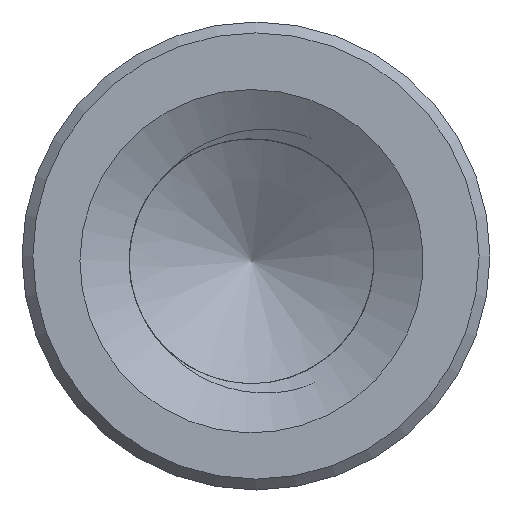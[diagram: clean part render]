
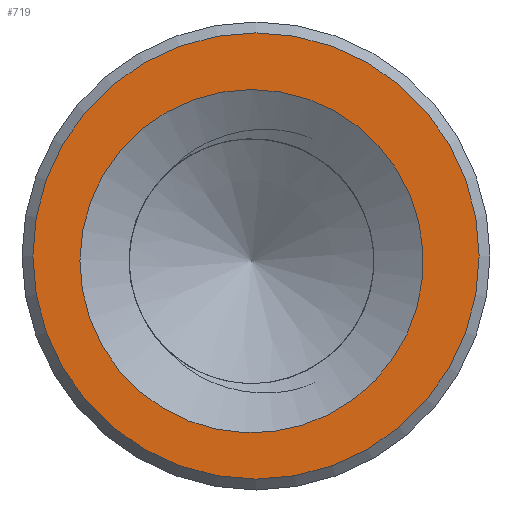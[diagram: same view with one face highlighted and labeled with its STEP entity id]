
A CAD part, left-side view. The second image highlights one B-rep face of the part: STEP entity #719.
In plain terms, the highlighted planar face has unit normal (-1, 0, 0).
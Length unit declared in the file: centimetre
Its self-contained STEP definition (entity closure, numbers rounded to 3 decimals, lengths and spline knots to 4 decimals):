
#27=PLANE($,#763);
#34=FACE_BOUND($,#100,.T.);
#66=FACE_OUTER_BOUND($,#99,.T.);
#99=EDGE_LOOP($,(#682));
#100=EDGE_LOOP($,(#683));
#125=CIRCLE($,#762,0.475);
#126=CIRCLE($,#764,0.6175);
#327=VERTEX_POINT($,#5314);
#328=VERTEX_POINT($,#5317);
#447=EDGE_CURVE($,#327,#327,#125,.T.);
#448=EDGE_CURVE($,#328,#328,#126,.T.);
#682=ORIENTED_EDGE($,*,*,#448,.F.);
#683=ORIENTED_EDGE($,*,*,#447,.F.);
#719=ADVANCED_FACE($,(#66,#34),#27,.F.);
#762=AXIS2_PLACEMENT_3D($,#5315,#843,#844);
#763=AXIS2_PLACEMENT_3D($,#5316,#845,#846);
#764=AXIS2_PLACEMENT_3D($,#5318,#847,#848);
#843=DIRECTION('center_axis',(-1.,0.,0.));
#844=DIRECTION('ref_axis',(0.,0.,-1.));
#845=DIRECTION('center_axis',(1.,0.,0.));
#846=DIRECTION('ref_axis',(0.,0.,-1.));
#847=DIRECTION('center_axis',(1.,0.,0.));
#848=DIRECTION('ref_axis',(0.,0.,-1.));
#5314=CARTESIAN_POINT('',(-1.,0.0123,0.4606));
#5315=CARTESIAN_POINT('Origin',(-1.,0.0123,-0.0144));
#5316=CARTESIAN_POINT('Origin',(-1.,0.,0.));
#5317=CARTESIAN_POINT('',(-1.,0.,0.6175));
#5318=CARTESIAN_POINT('Origin',(-1.,0.,0.));
